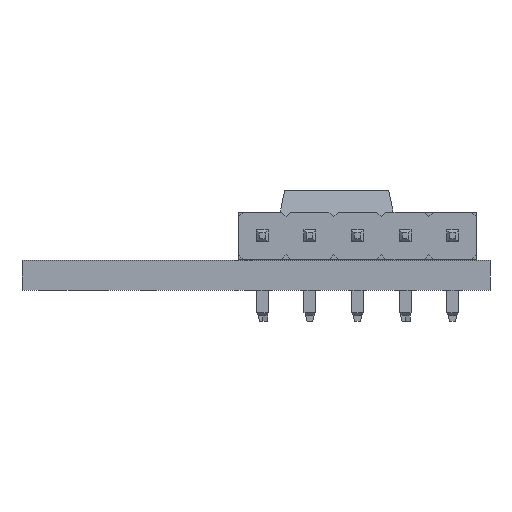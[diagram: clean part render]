
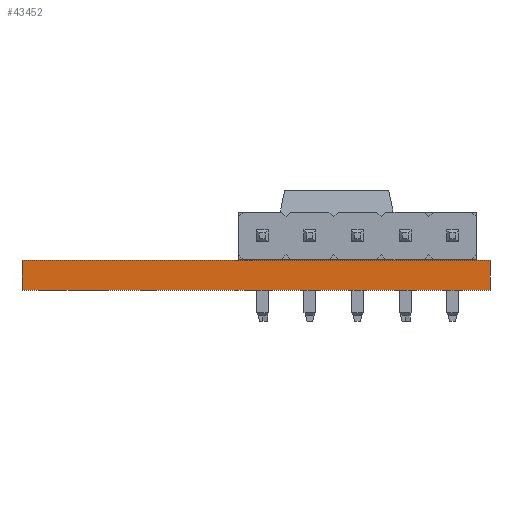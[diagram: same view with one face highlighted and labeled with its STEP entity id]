
A CAD part, front view. The second image highlights one B-rep face of the part: STEP entity #43452.
In plain terms, the highlighted planar face has unit normal (0, -1, 0).
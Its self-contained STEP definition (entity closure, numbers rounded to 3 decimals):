
#43452 = ADVANCED_FACE('',(#43453),#43467,.T.);
#43453 = FACE_BOUND('',#43454,.T.);
#43454 = EDGE_LOOP('',(#43455,#43490,#43518,#43546));
#43455 = ORIENTED_EDGE('',*,*,#43456,.T.);
#43456 = EDGE_CURVE('',#43457,#43459,#43461,.T.);
#43457 = VERTEX_POINT('',#43458);
#43458 = CARTESIAN_POINT('',(50.,-85.,0.));
#43459 = VERTEX_POINT('',#43460);
#43460 = CARTESIAN_POINT('',(50.,-85.,1.6));
#43461 = SURFACE_CURVE('',#43462,(#43466,#43478),.PCURVE_S1.);
#43462 = LINE('',#43463,#43464);
#43463 = CARTESIAN_POINT('',(50.,-85.,0.));
#43464 = VECTOR('',#43465,1.);
#43465 = DIRECTION('',(0.,0.,1.));
#43466 = PCURVE('',#43467,#43472);
#43467 = PLANE('',#43468);
#43468 = AXIS2_PLACEMENT_3D('',#43469,#43470,#43471);
#43469 = CARTESIAN_POINT('',(50.,-85.,0.));
#43470 = DIRECTION('',(0.,-1.,0.));
#43471 = DIRECTION('',(-1.,0.,0.));
#43472 = DEFINITIONAL_REPRESENTATION('',(#43473),#43477);
#43473 = LINE('',#43474,#43475);
#43474 = CARTESIAN_POINT('',(0.,-0.));
#43475 = VECTOR('',#43476,1.);
#43476 = DIRECTION('',(0.,-1.));
#43477 = ( GEOMETRIC_REPRESENTATION_CONTEXT(2) 
PARAMETRIC_REPRESENTATION_CONTEXT() REPRESENTATION_CONTEXT('2D SPACE',''
  ) );
#43478 = PCURVE('',#43479,#43484);
#43479 = PLANE('',#43480);
#43480 = AXIS2_PLACEMENT_3D('',#43481,#43482,#43483);
#43481 = CARTESIAN_POINT('',(50.,-25.,0.));
#43482 = DIRECTION('',(1.,0.,-0.));
#43483 = DIRECTION('',(0.,-1.,0.));
#43484 = DEFINITIONAL_REPRESENTATION('',(#43485),#43489);
#43485 = LINE('',#43486,#43487);
#43486 = CARTESIAN_POINT('',(60.,0.));
#43487 = VECTOR('',#43488,1.);
#43488 = DIRECTION('',(0.,-1.));
#43489 = ( GEOMETRIC_REPRESENTATION_CONTEXT(2) 
PARAMETRIC_REPRESENTATION_CONTEXT() REPRESENTATION_CONTEXT('2D SPACE',''
  ) );
#43490 = ORIENTED_EDGE('',*,*,#43491,.T.);
#43491 = EDGE_CURVE('',#43459,#43492,#43494,.T.);
#43492 = VERTEX_POINT('',#43493);
#43493 = CARTESIAN_POINT('',(25.,-85.,1.6));
#43494 = SURFACE_CURVE('',#43495,(#43499,#43506),.PCURVE_S1.);
#43495 = LINE('',#43496,#43497);
#43496 = CARTESIAN_POINT('',(50.,-85.,1.6));
#43497 = VECTOR('',#43498,1.);
#43498 = DIRECTION('',(-1.,0.,0.));
#43499 = PCURVE('',#43467,#43500);
#43500 = DEFINITIONAL_REPRESENTATION('',(#43501),#43505);
#43501 = LINE('',#43502,#43503);
#43502 = CARTESIAN_POINT('',(0.,-1.6));
#43503 = VECTOR('',#43504,1.);
#43504 = DIRECTION('',(1.,0.));
#43505 = ( GEOMETRIC_REPRESENTATION_CONTEXT(2) 
PARAMETRIC_REPRESENTATION_CONTEXT() REPRESENTATION_CONTEXT('2D SPACE',''
  ) );
#43506 = PCURVE('',#43507,#43512);
#43507 = PLANE('',#43508);
#43508 = AXIS2_PLACEMENT_3D('',#43509,#43510,#43511);
#43509 = CARTESIAN_POINT('',(37.5,-55.,1.6));
#43510 = DIRECTION('',(-0.,-0.,-1.));
#43511 = DIRECTION('',(-1.,0.,0.));
#43512 = DEFINITIONAL_REPRESENTATION('',(#43513),#43517);
#43513 = LINE('',#43514,#43515);
#43514 = CARTESIAN_POINT('',(-12.5,-30.));
#43515 = VECTOR('',#43516,1.);
#43516 = DIRECTION('',(1.,0.));
#43517 = ( GEOMETRIC_REPRESENTATION_CONTEXT(2) 
PARAMETRIC_REPRESENTATION_CONTEXT() REPRESENTATION_CONTEXT('2D SPACE',''
  ) );
#43518 = ORIENTED_EDGE('',*,*,#43519,.F.);
#43519 = EDGE_CURVE('',#43520,#43492,#43522,.T.);
#43520 = VERTEX_POINT('',#43521);
#43521 = CARTESIAN_POINT('',(25.,-85.,0.));
#43522 = SURFACE_CURVE('',#43523,(#43527,#43534),.PCURVE_S1.);
#43523 = LINE('',#43524,#43525);
#43524 = CARTESIAN_POINT('',(25.,-85.,0.));
#43525 = VECTOR('',#43526,1.);
#43526 = DIRECTION('',(0.,0.,1.));
#43527 = PCURVE('',#43467,#43528);
#43528 = DEFINITIONAL_REPRESENTATION('',(#43529),#43533);
#43529 = LINE('',#43530,#43531);
#43530 = CARTESIAN_POINT('',(25.,0.));
#43531 = VECTOR('',#43532,1.);
#43532 = DIRECTION('',(0.,-1.));
#43533 = ( GEOMETRIC_REPRESENTATION_CONTEXT(2) 
PARAMETRIC_REPRESENTATION_CONTEXT() REPRESENTATION_CONTEXT('2D SPACE',''
  ) );
#43534 = PCURVE('',#43535,#43540);
#43535 = PLANE('',#43536);
#43536 = AXIS2_PLACEMENT_3D('',#43537,#43538,#43539);
#43537 = CARTESIAN_POINT('',(25.,-85.,0.));
#43538 = DIRECTION('',(-1.,0.,0.));
#43539 = DIRECTION('',(0.,1.,0.));
#43540 = DEFINITIONAL_REPRESENTATION('',(#43541),#43545);
#43541 = LINE('',#43542,#43543);
#43542 = CARTESIAN_POINT('',(0.,0.));
#43543 = VECTOR('',#43544,1.);
#43544 = DIRECTION('',(0.,-1.));
#43545 = ( GEOMETRIC_REPRESENTATION_CONTEXT(2) 
PARAMETRIC_REPRESENTATION_CONTEXT() REPRESENTATION_CONTEXT('2D SPACE',''
  ) );
#43546 = ORIENTED_EDGE('',*,*,#43547,.F.);
#43547 = EDGE_CURVE('',#43457,#43520,#43548,.T.);
#43548 = SURFACE_CURVE('',#43549,(#43553,#43560),.PCURVE_S1.);
#43549 = LINE('',#43550,#43551);
#43550 = CARTESIAN_POINT('',(50.,-85.,0.));
#43551 = VECTOR('',#43552,1.);
#43552 = DIRECTION('',(-1.,0.,0.));
#43553 = PCURVE('',#43467,#43554);
#43554 = DEFINITIONAL_REPRESENTATION('',(#43555),#43559);
#43555 = LINE('',#43556,#43557);
#43556 = CARTESIAN_POINT('',(0.,-0.));
#43557 = VECTOR('',#43558,1.);
#43558 = DIRECTION('',(1.,0.));
#43559 = ( GEOMETRIC_REPRESENTATION_CONTEXT(2) 
PARAMETRIC_REPRESENTATION_CONTEXT() REPRESENTATION_CONTEXT('2D SPACE',''
  ) );
#43560 = PCURVE('',#43561,#43566);
#43561 = PLANE('',#43562);
#43562 = AXIS2_PLACEMENT_3D('',#43563,#43564,#43565);
#43563 = CARTESIAN_POINT('',(37.5,-55.,0.));
#43564 = DIRECTION('',(-0.,-0.,-1.));
#43565 = DIRECTION('',(-1.,0.,0.));
#43566 = DEFINITIONAL_REPRESENTATION('',(#43567),#43571);
#43567 = LINE('',#43568,#43569);
#43568 = CARTESIAN_POINT('',(-12.5,-30.));
#43569 = VECTOR('',#43570,1.);
#43570 = DIRECTION('',(1.,0.));
#43571 = ( GEOMETRIC_REPRESENTATION_CONTEXT(2) 
PARAMETRIC_REPRESENTATION_CONTEXT() REPRESENTATION_CONTEXT('2D SPACE',''
  ) );
